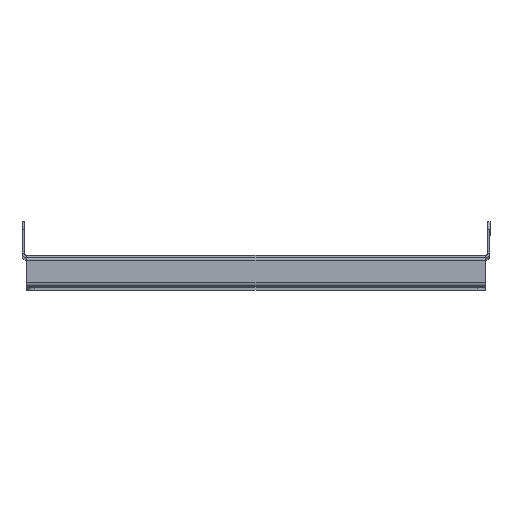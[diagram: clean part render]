
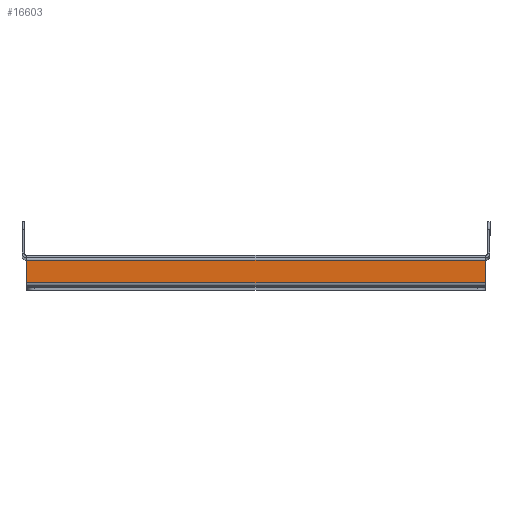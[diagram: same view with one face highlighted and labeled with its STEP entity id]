
A CAD part, top view. The second image highlights one B-rep face of the part: STEP entity #16603.
In plain terms, the highlighted planar face has unit normal (0, 0, 1).
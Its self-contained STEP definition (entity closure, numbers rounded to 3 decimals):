
#126 = PLANE ( 'NONE',  #6135 ) ;
#465 = VECTOR ( 'NONE', #14228, 1000. ) ;
#1204 = LINE ( 'NONE', #9898, #465 ) ;
#2155 = DIRECTION ( 'NONE',  ( 1., 0., 0. ) ) ;
#3144 = FACE_OUTER_BOUND ( 'NONE', #8359, .T. ) ;
#3643 = VERTEX_POINT ( 'NONE', #5332 ) ;
#3709 = VECTOR ( 'NONE', #2155, 1000. ) ;
#5332 = CARTESIAN_POINT ( 'NONE',  ( -143., -17., 498.5 ) ) ;
#5804 = DIRECTION ( 'NONE',  ( 0., 0., 1. ) ) ;
#6135 = AXIS2_PLACEMENT_3D ( 'NONE', #18643, #5804, #14667 ) ;
#6224 = EDGE_CURVE ( 'NONE', #3643, #15621, #9350, .T. ) ;
#6744 = LINE ( 'NONE', #15687, #7350 ) ;
#7350 = VECTOR ( 'NONE', #12495, 1000. ) ;
#7460 = CARTESIAN_POINT ( 'NONE',  ( 0., -3., 498.5 ) ) ;
#8359 = EDGE_LOOP ( 'NONE', ( #13383, #15670, #12231, #14829 ) ) ;
#9064 = DIRECTION ( 'NONE',  ( -1., 0., 0. ) ) ;
#9077 = VERTEX_POINT ( 'NONE', #15729 ) ;
#9350 = LINE ( 'NONE', #15095, #3709 ) ;
#9898 = CARTESIAN_POINT ( 'NONE',  ( -143., -24.243, 498.5 ) ) ;
#11334 = VERTEX_POINT ( 'NONE', #11927 ) ;
#11927 = CARTESIAN_POINT ( 'NONE',  ( -143., -3., 498.5 ) ) ;
#12231 = ORIENTED_EDGE ( 'NONE', *, *, #16941, .T. ) ;
#12495 = DIRECTION ( 'NONE',  ( 0., 1., 0. ) ) ;
#12644 = EDGE_CURVE ( 'NONE', #9077, #11334, #13027, .T. ) ;
#13027 = LINE ( 'NONE', #7460, #13875 ) ;
#13383 = ORIENTED_EDGE ( 'NONE', *, *, #16076, .F. ) ;
#13875 = VECTOR ( 'NONE', #9064, 1000. ) ;
#14228 = DIRECTION ( 'NONE',  ( 0., 1., 0. ) ) ;
#14667 = DIRECTION ( 'NONE',  ( 0., -1., 0. ) ) ;
#14829 = ORIENTED_EDGE ( 'NONE', *, *, #12644, .T. ) ;
#15095 = CARTESIAN_POINT ( 'NONE',  ( -146., -17., 498.5 ) ) ;
#15621 = VERTEX_POINT ( 'NONE', #17436 ) ;
#15670 = ORIENTED_EDGE ( 'NONE', *, *, #6224, .T. ) ;
#15687 = CARTESIAN_POINT ( 'NONE',  ( 143., -24.243, 498.5 ) ) ;
#15729 = CARTESIAN_POINT ( 'NONE',  ( 143., -3., 498.5 ) ) ;
#16076 = EDGE_CURVE ( 'NONE', #3643, #11334, #1204, .T. ) ;
#16603 = ADVANCED_FACE ( 'NONE', ( #3144 ), #126, .T. ) ;
#16941 = EDGE_CURVE ( 'NONE', #15621, #9077, #6744, .T. ) ;
#17436 = CARTESIAN_POINT ( 'NONE',  ( 143., -17., 498.5 ) ) ;
#18643 = CARTESIAN_POINT ( 'NONE',  ( 0., 0., 498.5 ) ) ;
